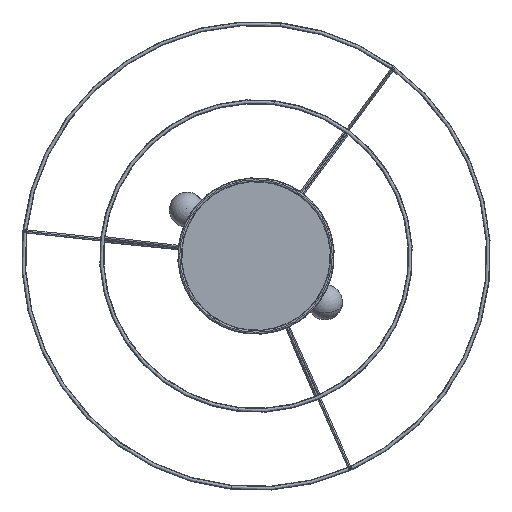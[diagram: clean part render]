
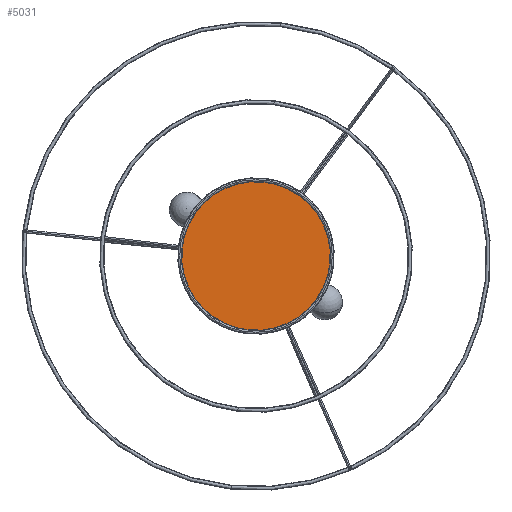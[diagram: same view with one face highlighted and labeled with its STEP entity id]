
A CAD part, front view. The second image highlights one B-rep face of the part: STEP entity #5031.
In plain terms, the highlighted planar face has unit normal (0, -1, 0).
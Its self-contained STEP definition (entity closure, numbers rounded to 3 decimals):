
#661 = FACE_OUTER_BOUND ( 'NONE', #5959, .T. ) ;
#663 = DIRECTION ( 'NONE',  ( 0., 0., 1. ) ) ;
#2908 = DIRECTION ( 'NONE',  ( 0., 0., 1. ) ) ;
#4210 = DIRECTION ( 'NONE',  ( 0., 1., 0. ) ) ;
#5031 = ADVANCED_FACE ( 'NONE', ( #661 ), #5904, .F. ) ;
#5260 = CIRCLE ( 'NONE', #14176, 97.5 ) ;
#5273 = ORIENTED_EDGE ( 'NONE', *, *, #8148, .F. ) ;
#5370 = CARTESIAN_POINT ( 'NONE',  ( 0., 0., -97.5 ) ) ;
#5628 = DIRECTION ( 'NONE',  ( 0., 1., 0. ) ) ;
#5904 = PLANE ( 'NONE',  #7663 ) ;
#5959 = EDGE_LOOP ( 'NONE', ( #6030, #5273 ) ) ;
#6030 = ORIENTED_EDGE ( 'NONE', *, *, #10019, .F. ) ;
#7500 = CARTESIAN_POINT ( 'NONE',  ( 0., 0., 97.5 ) ) ;
#7663 = AXIS2_PLACEMENT_3D ( 'NONE', #12271, #14960, #663 ) ;
#8145 = DIRECTION ( 'NONE',  ( 0., 0., 1. ) ) ;
#8148 = EDGE_CURVE ( 'NONE', #8988, #16144, #12978, .T. ) ;
#8988 = VERTEX_POINT ( 'NONE', #7500 ) ;
#10019 = EDGE_CURVE ( 'NONE', #16144, #8988, #5260, .T. ) ;
#10865 = AXIS2_PLACEMENT_3D ( 'NONE', #16108, #4210, #2908 ) ;
#12271 = CARTESIAN_POINT ( 'NONE',  ( 0., 0., 0. ) ) ;
#12978 = CIRCLE ( 'NONE', #10865, 97.5 ) ;
#14176 = AXIS2_PLACEMENT_3D ( 'NONE', #14959, #5628, #8145 ) ;
#14959 = CARTESIAN_POINT ( 'NONE',  ( 0., 0., 0. ) ) ;
#14960 = DIRECTION ( 'NONE',  ( 0., 1., 0. ) ) ;
#16108 = CARTESIAN_POINT ( 'NONE',  ( 0., 0., 0. ) ) ;
#16144 = VERTEX_POINT ( 'NONE', #5370 ) ;
